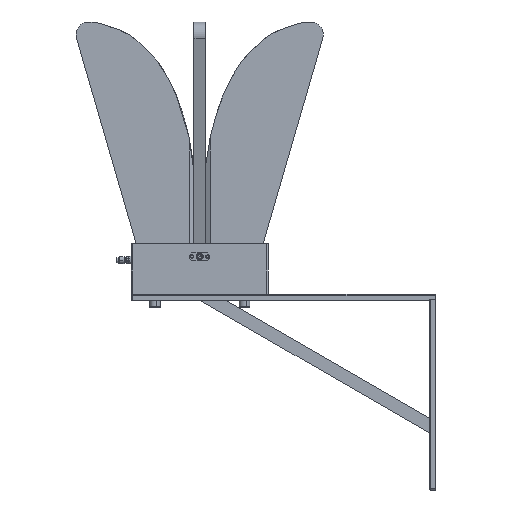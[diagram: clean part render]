
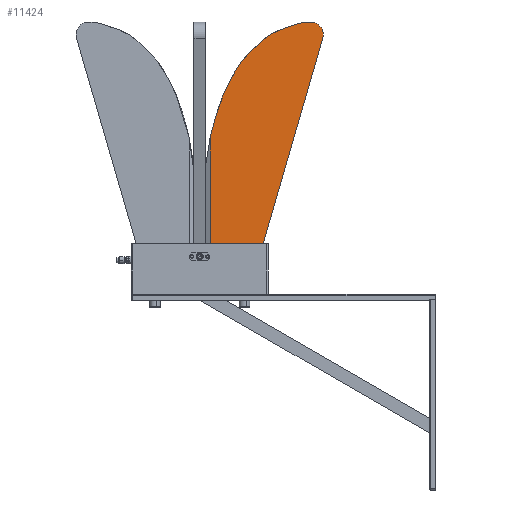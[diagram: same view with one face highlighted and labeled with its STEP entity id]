
A CAD part, left-side view. The second image highlights one B-rep face of the part: STEP entity #11424.
In plain terms, the highlighted planar face has unit normal (-1, 0, 0).
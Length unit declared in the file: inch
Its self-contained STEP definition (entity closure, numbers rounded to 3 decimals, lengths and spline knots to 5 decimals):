
#524 = VERTEX_POINT ( 'NONE', #8404 ) ;
#586 = EDGE_CURVE ( 'NONE', #16589, #524, #7409, .T. ) ;
#769 = CARTESIAN_POINT ( 'NONE',  ( -0.17717, -3.81466, 6.3638 ) ) ;
#921 = CARTESIAN_POINT ( 'NONE',  ( -0.17717, -1.9685, 0. ) ) ;
#975 = CARTESIAN_POINT ( 'NONE',  ( -0.17717, -0.32425, 3.27416 ) ) ;
#1013 = EDGE_CURVE ( 'NONE', #2657, #5329, #10605, .T. ) ;
#1336 = CARTESIAN_POINT ( 'NONE',  ( -0.17717, -0.41788, 3.69193 ) ) ;
#2256 = CARTESIAN_POINT ( 'NONE',  ( -0.17717, -3.97638, 6.92126 ) ) ;
#2602 = CARTESIAN_POINT ( 'NONE',  ( -0.17717, -3.18031, 6.86245 ) ) ;
#2657 = VERTEX_POINT ( 'NONE', #11948 ) ;
#2749 = DIRECTION ( 'NONE',  ( 0., 0., 1. ) ) ;
#2981 = VECTOR ( 'NONE', #15690, 39.37008 ) ;
#3872 = CARTESIAN_POINT ( 'NONE',  ( -0.17717, -0.56241, 4.19223 ) ) ;
#4137 = EDGE_CURVE ( 'NONE', #6868, #4533, #4308, .T. ) ;
#4218 = VECTOR ( 'NONE', #8848, 39.37008 ) ;
#4251 = CARTESIAN_POINT ( 'NONE',  ( -0.17717, -0.32425, 3.27416 ) ) ;
#4253 = ORIENTED_EDGE ( 'NONE', *, *, #12437, .T. ) ;
#4284 = DIRECTION ( 'NONE',  ( -1., 0., 0. ) ) ;
#4308 = LINE ( 'NONE', #10116, #2981 ) ;
#4533 = VERTEX_POINT ( 'NONE', #9286 ) ;
#4814 = VERTEX_POINT ( 'NONE', #921 ) ;
#5329 = VERTEX_POINT ( 'NONE', #769 ) ;
#5395 = DIRECTION ( 'NONE',  ( 0., 0.006, 1. ) ) ;
#5571 = EDGE_CURVE ( 'NONE', #5329, #4814, #9061, .T. ) ;
#5866 = CARTESIAN_POINT ( 'NONE',  ( -0.17717, -0.49902, -1.22047 ) ) ;
#6449 = VECTOR ( 'NONE', #10673, 39.37008 ) ;
#6507 = LINE ( 'NONE', #12044, #6449 ) ;
#6528 = ORIENTED_EDGE ( 'NONE', *, *, #586, .F. ) ;
#6767 = CARTESIAN_POINT ( 'NONE',  ( -0.17717, -3.43655, 6.47349 ) ) ;
#6791 = CARTESIAN_POINT ( 'NONE',  ( -0.17717, -0.33767, 3.33645 ) ) ;
#6868 = VERTEX_POINT ( 'NONE', #16906 ) ;
#6877 = CARTESIAN_POINT ( 'NONE',  ( -0.17717, -0.78998, 4.76758 ) ) ;
#7052 = CARTESIAN_POINT ( 'NONE',  ( -0.17717, -0.74803, -1.22047 ) ) ;
#7204 = ORIENTED_EDGE ( 'NONE', *, *, #1013, .F. ) ;
#7282 = CARTESIAN_POINT ( 'NONE',  ( -0.17717, -1.84922, 3.4214 ) ) ;
#7402 = B_SPLINE_CURVE_WITH_KNOTS ( 'NONE', 3,
 ( #10417, #2602, #10863, #9587, #13513, #12325, #7958, #9491, #6877, #3872, #1336, #6791, #975 ),
 .UNSPECIFIED., .F., .F.,
 ( 4, 1, 1, 1, 1, 1, 1, 1, 1, 1, 4 ),
 ( 0., 0.08918, 0.15246, 0.19696, 0.23488, 0.2823, 0.36508, 0.42283, 0.47828, 0.58554, 0.60828 ),
 .UNSPECIFIED. ) ;
#7409 = LINE ( 'NONE', #5866, #4218 ) ;
#7738 = LINE ( 'NONE', #16645, #12718 ) ;
#7955 = ORIENTED_EDGE ( 'NONE', *, *, #4137, .T. ) ;
#7958 = CARTESIAN_POINT ( 'NONE',  ( -0.17717, -1.32579, 5.70431 ) ) ;
#8029 = EDGE_CURVE ( 'NONE', #16589, #4814, #7738, .T. ) ;
#8245 = DIRECTION ( 'NONE',  ( 0., -0.707, 0.707 ) ) ;
#8404 = CARTESIAN_POINT ( 'NONE',  ( -0.17717, -0.59055, -1.22047 ) ) ;
#8429 = EDGE_CURVE ( 'NONE', #2657, #15001, #7402, .T. ) ;
#8560 = AXIS2_PLACEMENT_3D ( 'NONE', #6767, #12569, #5395 ) ;
#8848 = DIRECTION ( 'NONE',  ( 0., 1., 0. ) ) ;
#9061 = LINE ( 'NONE', #2256, #12570 ) ;
#9286 = CARTESIAN_POINT ( 'NONE',  ( -0.17717, -0.59055, -0.59055 ) ) ;
#9491 = CARTESIAN_POINT ( 'NONE',  ( -0.17717, -1.04142, 5.25578 ) ) ;
#9587 = CARTESIAN_POINT ( 'NONE',  ( -0.17717, -2.25584, 6.53056 ) ) ;
#9625 = VECTOR ( 'NONE', #14961, 39.37008 ) ;
#9647 = FACE_OUTER_BOUND ( 'NONE', #17177, .T. ) ;
#9673 = ORIENTED_EDGE ( 'NONE', *, *, #12300, .T. ) ;
#9925 = ORIENTED_EDGE ( 'NONE', *, *, #8029, .T. ) ;
#10047 = LINE ( 'NONE', #15621, #9625 ) ;
#10116 = CARTESIAN_POINT ( 'NONE',  ( -0.17717, -0.49902, -0.59055 ) ) ;
#10417 = CARTESIAN_POINT ( 'NONE',  ( -0.17717, -3.43421, 6.86719 ) ) ;
#10605 = CIRCLE ( 'NONE', #8560, 0.3937 ) ;
#10673 = DIRECTION ( 'NONE',  ( 0., 0., -1. ) ) ;
#10863 = CARTESIAN_POINT ( 'NONE',  ( -0.17717, -2.77056, 6.73882 ) ) ;
#11424 = ADVANCED_FACE ( 'NONE', ( #9647 ), #16948, .T. ) ;
#11464 = ORIENTED_EDGE ( 'NONE', *, *, #5571, .F. ) ;
#11948 = CARTESIAN_POINT ( 'NONE',  ( -0.17717, -3.43421, 6.86719 ) ) ;
#12044 = CARTESIAN_POINT ( 'NONE',  ( -0.17717, -0.59055, -0.82677 ) ) ;
#12300 = EDGE_CURVE ( 'NONE', #15001, #6868, #10047, .T. ) ;
#12325 = CARTESIAN_POINT ( 'NONE',  ( -0.17717, -1.65948, 6.03853 ) ) ;
#12437 = EDGE_CURVE ( 'NONE', #4533, #524, #6507, .T. ) ;
#12569 = DIRECTION ( 'NONE',  ( 1., 0., 0. ) ) ;
#12570 = VECTOR ( 'NONE', #14627, 39.37008 ) ;
#12718 = VECTOR ( 'NONE', #8245, 39.37008 ) ;
#12821 = AXIS2_PLACEMENT_3D ( 'NONE', #7282, #4284, #2749 ) ;
#13288 = ORIENTED_EDGE ( 'NONE', *, *, #8429, .T. ) ;
#13513 = CARTESIAN_POINT ( 'NONE',  ( -0.17717, -1.92218, 6.29018 ) ) ;
#14627 = DIRECTION ( 'NONE',  ( 0., 0.279, -0.96 ) ) ;
#14961 = DIRECTION ( 'NONE',  ( 0., 0., -1. ) ) ;
#15001 = VERTEX_POINT ( 'NONE', #4251 ) ;
#15621 = CARTESIAN_POINT ( 'NONE',  ( -0.17717, -0.32425, 0.96267 ) ) ;
#15690 = DIRECTION ( 'NONE',  ( 0., -1., 0. ) ) ;
#16589 = VERTEX_POINT ( 'NONE', #7052 ) ;
#16645 = CARTESIAN_POINT ( 'NONE',  ( -0.17717, -1.35827, -0.61024 ) ) ;
#16906 = CARTESIAN_POINT ( 'NONE',  ( -0.17717, -0.32425, -0.59055 ) ) ;
#16948 = PLANE ( 'NONE',  #12821 ) ;
#17177 = EDGE_LOOP ( 'NONE', ( #6528, #9925, #11464, #7204, #13288, #9673, #7955, #4253 ) ) ;
